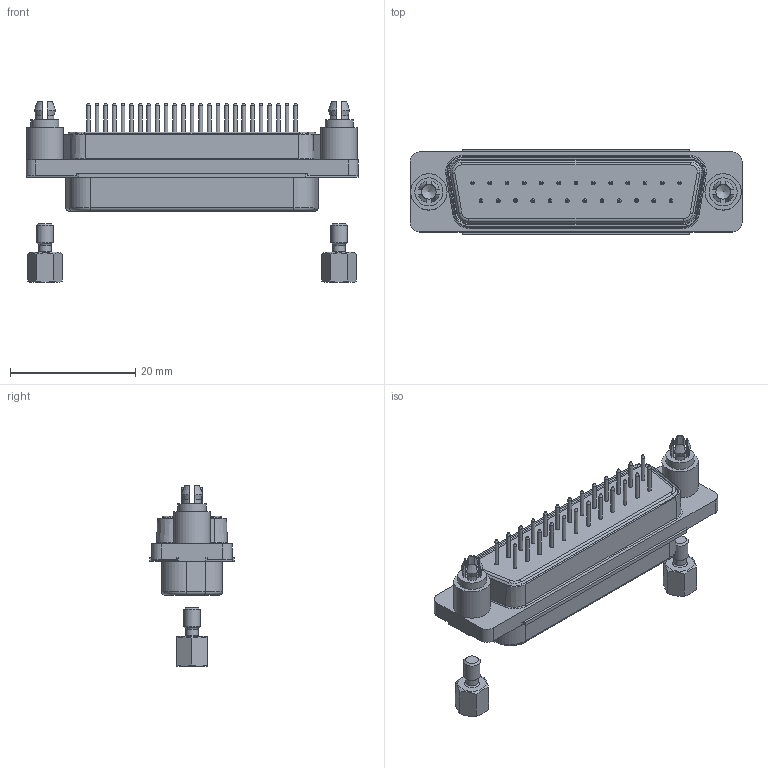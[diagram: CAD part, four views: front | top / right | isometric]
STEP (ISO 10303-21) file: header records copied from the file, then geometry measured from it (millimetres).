
FILE_DESCRIPTION(/* description */ (''),/* implementation_level */ '2;1');
FILE_NAME(/* name */ '15K1A1547.stp',/* time_stamp */ '2017-07-18T08:31:46+02:00',/* author */ ('laraunkrueer'),/* organization */ (''),/* preprocessor_version */ 'ST-DEVELOPER v15.6',/* originating_system */ 'Autodesk Inventor 2015',/* authorisation */ '');
FILE_SCHEMA (('AUTOMOTIVE_DESIGN { 1 0 10303 214 3 1 1 }'));
Length unit declared in the file: centimetre
Products named in the file (1): 15K1A1547
Bounding box: 53.09 x 13.5 x 28.9 mm (x, y, z)
Volume: 4715.8 mm3; surface area: 4945.6 mm2
Topology: 3 solids, 11 shells, 591 faces, 1427 edges, 896 vertices
Faces by surface type: plane 259, cylinder 159, cone 123, sphere 25, torus 24, bspline 1
Full cylindrical faces by diameter (mm): 0.6 x25, 1.01 x25, 1.95 x2, 2.156 x4, 2.7 x2, 3 x2, 4 x2, 4.02 x2, 4.5 x2, 5.8 x2
Entity records: 16552 total; most frequent: CARTESIAN_POINT 2918, DIRECTION 2749, ORIENTED_EDGE 2392, EDGE_CURVE 1196, AXIS2_PLACEMENT_3D 1070, VERTEX_POINT 834, EDGE_LOOP 814, LINE 609
